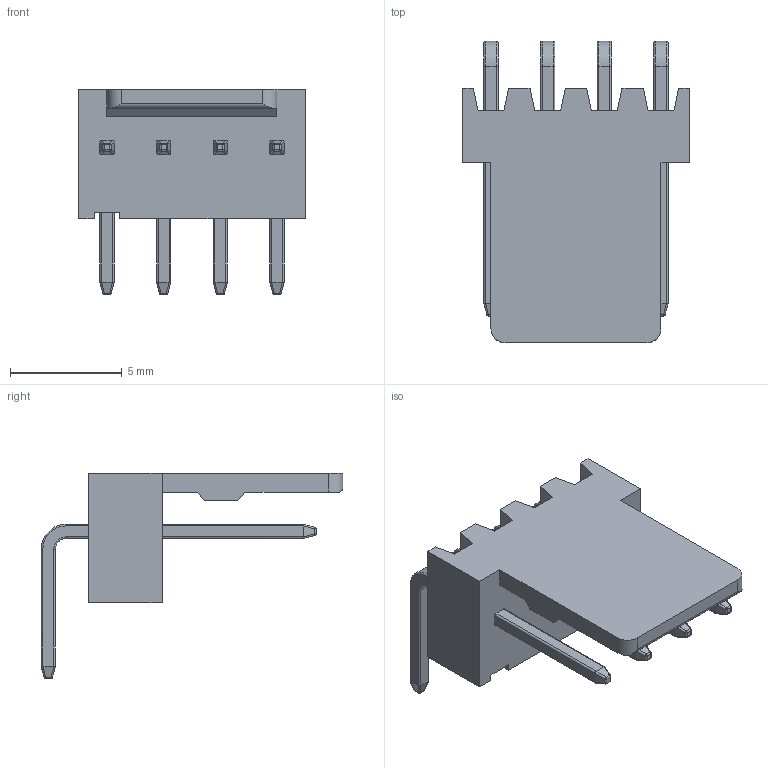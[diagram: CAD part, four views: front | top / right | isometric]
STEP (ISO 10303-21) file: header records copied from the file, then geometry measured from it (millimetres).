
FILE_DESCRIPTION (( 'STEP AP214' ), '1' );
FILE_NAME ('CONN-TH_PHD2-4P-2.54.step', '2022-08-02T19:00:18', ( '' ), ( '' ), 'SwSTEP 2.0', 'SolidWorks 2020', '' );
FILE_SCHEMA (( 'AUTOMOTIVE_DESIGN' ));
Length unit declared in the file: millimetre
Products named in the file (1): CONN-TH_PHD2-4P-2.54
Bounding box: 10.16 x 13.52 x 9.2 mm (x, y, z)
Volume: 243.7 mm3; surface area: 541.3 mm2
Topology: 14 solids, 14 shells, 516 faces, 1328 edges, 832 vertices
Faces by surface type: plane 247, cylinder 123, bspline 98, sphere 32, torus 16
Entity records: 21717 total; most frequent: CARTESIAN_POINT 4265, ORIENTED_EDGE 2624, DIRECTION 2048, EDGE_CURVE 1312, VERTEX_POINT 832, VECTOR 818, LINE 818, AXIS2_PLACEMENT_3D 615
